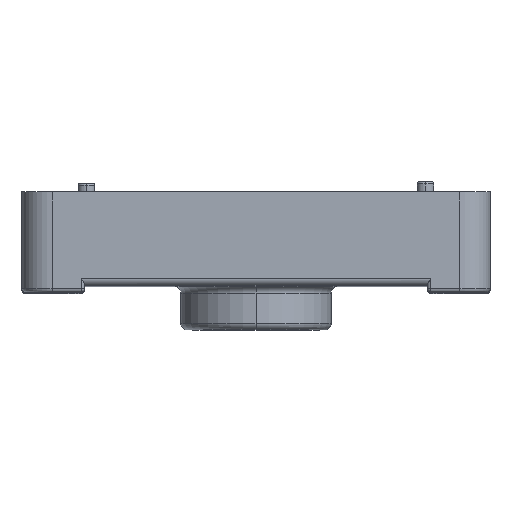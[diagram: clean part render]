
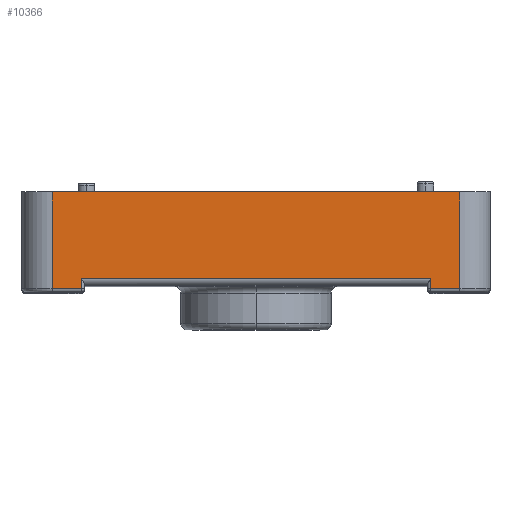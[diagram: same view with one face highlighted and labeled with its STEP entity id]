
A CAD part, top view. The second image highlights one B-rep face of the part: STEP entity #10366.
In plain terms, the highlighted planar face has unit normal (0, 0, 1).
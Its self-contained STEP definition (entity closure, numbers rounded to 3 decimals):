
#704 = ORIENTED_EDGE ( 'NONE', *, *, #9980, .T. ) ;
#884 = DIRECTION ( 'NONE',  ( 0., -1., 0. ) ) ;
#1244 = LINE ( 'NONE', #6395, #2470 ) ;
#1286 = VECTOR ( 'NONE', #884, 1000. ) ;
#1357 = ORIENTED_EDGE ( 'NONE', *, *, #2129, .T. ) ;
#1808 = EDGE_CURVE ( 'NONE', #2217, #8471, #1244, .T. ) ;
#2033 = ORIENTED_EDGE ( 'NONE', *, *, #8347, .F. ) ;
#2129 = EDGE_CURVE ( 'NONE', #5343, #2217, #13775, .T. ) ;
#2217 = VERTEX_POINT ( 'NONE', #7493 ) ;
#2468 = DIRECTION ( 'NONE',  ( 1., 0., 0. ) ) ;
#2470 = VECTOR ( 'NONE', #10235, 1000. ) ;
#2983 = VECTOR ( 'NONE', #2468, 1000. ) ;
#3301 = CARTESIAN_POINT ( 'NONE',  ( 30.5, 14., 59.5 ) ) ;
#3742 = CARTESIAN_POINT ( 'NONE',  ( -35., 14., 59.5 ) ) ;
#4079 = CARTESIAN_POINT ( 'NONE',  ( -26.15, -0.5, 59.5 ) ) ;
#4254 = EDGE_LOOP ( 'NONE', ( #11280, #13664, #704, #16135, #5687, #2033, #1357, #4829 ) ) ;
#4367 = CARTESIAN_POINT ( 'NONE',  ( 26.15, 1., 59.5 ) ) ;
#4829 = ORIENTED_EDGE ( 'NONE', *, *, #1808, .T. ) ;
#4960 = DIRECTION ( 'NONE',  ( 0., 1., 0. ) ) ;
#5076 = CARTESIAN_POINT ( 'NONE',  ( 26.15, 14., 59.5 ) ) ;
#5343 = VERTEX_POINT ( 'NONE', #13254 ) ;
#5454 = CARTESIAN_POINT ( 'NONE',  ( -26.15, 14., 59.5 ) ) ;
#5522 = VERTEX_POINT ( 'NONE', #3301 ) ;
#5687 = ORIENTED_EDGE ( 'NONE', *, *, #6074, .T. ) ;
#6074 = EDGE_CURVE ( 'NONE', #7112, #5522, #6223, .T. ) ;
#6223 = LINE ( 'NONE', #7438, #12258 ) ;
#6346 = VERTEX_POINT ( 'NONE', #4367 ) ;
#6395 = CARTESIAN_POINT ( 'NONE',  ( -25.65, -0.5, 59.5 ) ) ;
#6408 = PLANE ( 'NONE',  #14561 ) ;
#6623 = VECTOR ( 'NONE', #13011, 1000. ) ;
#6644 = EDGE_CURVE ( 'NONE', #8471, #16714, #9288, .T. ) ;
#7073 = CARTESIAN_POINT ( 'NONE',  ( -26.15, 1., 59.5 ) ) ;
#7112 = VERTEX_POINT ( 'NONE', #12214 ) ;
#7438 = CARTESIAN_POINT ( 'NONE',  ( 30.5, 14., 59.5 ) ) ;
#7493 = CARTESIAN_POINT ( 'NONE',  ( -30.5, -0.5, 59.5 ) ) ;
#7527 = DIRECTION ( 'NONE',  ( 0., 0., -1. ) ) ;
#7776 = VECTOR ( 'NONE', #14163, 1000. ) ;
#8095 = VERTEX_POINT ( 'NONE', #12093 ) ;
#8347 = EDGE_CURVE ( 'NONE', #5343, #5522, #14182, .T. ) ;
#8402 = VECTOR ( 'NONE', #15880, 1000. ) ;
#8471 = VERTEX_POINT ( 'NONE', #4079 ) ;
#8537 = EDGE_CURVE ( 'NONE', #8095, #7112, #11899, .T. ) ;
#8614 = CARTESIAN_POINT ( 'NONE',  ( -35., 1., 59.5 ) ) ;
#8912 = LINE ( 'NONE', #5076, #7776 ) ;
#9288 = LINE ( 'NONE', #5454, #6623 ) ;
#9980 = EDGE_CURVE ( 'NONE', #6346, #8095, #8912, .T. ) ;
#10072 = CARTESIAN_POINT ( 'NONE',  ( -35., 14., 59.5 ) ) ;
#10235 = DIRECTION ( 'NONE',  ( 1., 0., 0. ) ) ;
#10366 = ADVANCED_FACE ( 'NONE', ( #13976 ), #6408, .F. ) ;
#10717 = CARTESIAN_POINT ( 'NONE',  ( -35., -0.5, 59.5 ) ) ;
#10824 = EDGE_CURVE ( 'NONE', #16714, #6346, #16662, .T. ) ;
#11280 = ORIENTED_EDGE ( 'NONE', *, *, #6644, .T. ) ;
#11899 = LINE ( 'NONE', #10717, #8402 ) ;
#12093 = CARTESIAN_POINT ( 'NONE',  ( 26.15, -0.5, 59.5 ) ) ;
#12185 = CARTESIAN_POINT ( 'NONE',  ( -30.5, 14., 59.5 ) ) ;
#12214 = CARTESIAN_POINT ( 'NONE',  ( 30.5, -0.5, 59.5 ) ) ;
#12258 = VECTOR ( 'NONE', #4960, 1000. ) ;
#13011 = DIRECTION ( 'NONE',  ( 0., 1., 0. ) ) ;
#13254 = CARTESIAN_POINT ( 'NONE',  ( -30.5, 14., 59.5 ) ) ;
#13664 = ORIENTED_EDGE ( 'NONE', *, *, #10824, .T. ) ;
#13775 = LINE ( 'NONE', #12185, #1286 ) ;
#13976 = FACE_OUTER_BOUND ( 'NONE', #4254, .T. ) ;
#14163 = DIRECTION ( 'NONE',  ( 0., -1., 0. ) ) ;
#14182 = LINE ( 'NONE', #3742, #2983 ) ;
#14561 = AXIS2_PLACEMENT_3D ( 'NONE', #10072, #7527, #15411 ) ;
#15111 = VECTOR ( 'NONE', #16491, 1000. ) ;
#15411 = DIRECTION ( 'NONE',  ( -1., 0., 0. ) ) ;
#15880 = DIRECTION ( 'NONE',  ( 1., 0., 0. ) ) ;
#16135 = ORIENTED_EDGE ( 'NONE', *, *, #8537, .T. ) ;
#16491 = DIRECTION ( 'NONE',  ( 1., 0., 0. ) ) ;
#16662 = LINE ( 'NONE', #8614, #15111 ) ;
#16714 = VERTEX_POINT ( 'NONE', #7073 ) ;
